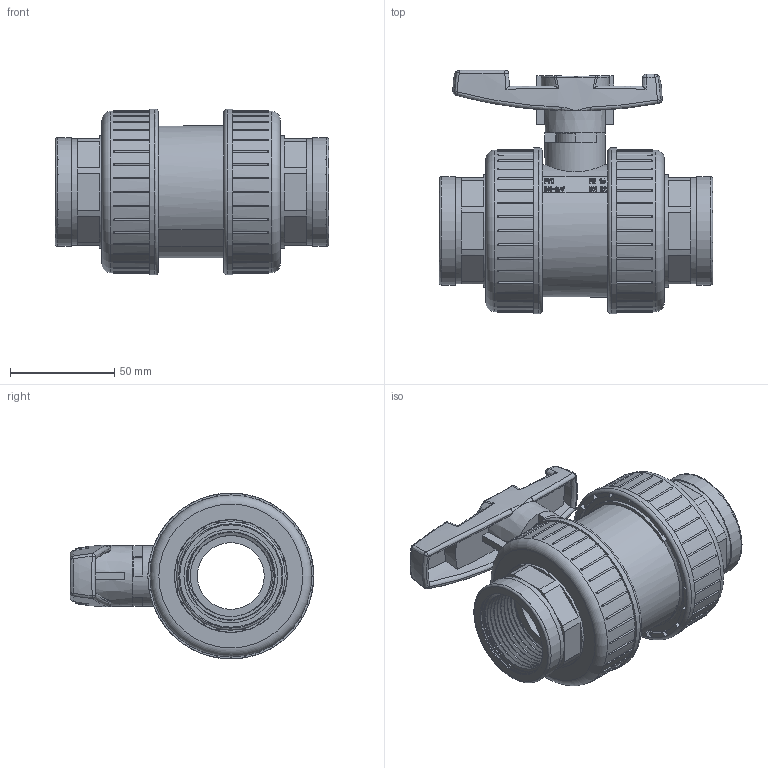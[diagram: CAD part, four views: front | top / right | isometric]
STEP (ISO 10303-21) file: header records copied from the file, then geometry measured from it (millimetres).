
FILE_DESCRIPTION(/* description */ (''),/* implementation_level */ '2;1');
FILE_NAME(/* name */ 'AKX972.000.040.step',/* time_stamp */ '2025-12-30T13:55:40+01:00',/* author */ (''),/* organization */ (''),/* preprocessor_version */ 'ST-DEVELOPER v20.1',/* originating_system */ 'Autodesk Translation Framework v14.21.0.0',/* authorisation */ '');
FILE_SCHEMA (('AUTOMOTIVE_DESIGN { 1 0 10303 214 3 1 1 }'));
Products named in the file (1): 2025-12-30-12-42-02-620
Bounding box: 131.3 x 117.02 x 79.71 mm (x, y, z)
Volume: 338324.2 mm3; surface area: 159848.2 mm2
Topology: 18 solids, 18 shells, 1211 faces, 3319 edges, 2163 vertices
Faces by surface type: plane 590, cylinder 296, bspline 173, sphere 85, torus 60, cone 7
Full cylindrical faces by diameter (mm): 1.721 x1, 2.295 x1, 14.416 x4, 17.808 x3, 18.656 x1, 19.504 x2, 21.2 x1, 28.947 x1, 32.1 x2, 32.224 x1, 33.072 x2, 33.92 x2, 38.33 x3, 38.952 x16, 39.008 x1, 39.856 x3, 41.91 x18, 42.6 x2, 42.909 x3, 43.248 x1, 45 x2, 47.064 x1, 47.607 x3, 50.371 x3, 51 x2, 51.1 x2, 52.1 x2, 52.152 x1, 54 x2, 54.272 x2
Entity records: 68120 total; most frequent: CARTESIAN_POINT 38241, ORIENTED_EDGE 6540, DIRECTION 5837, EDGE_CURVE 3270, VERTEX_POINT 2163, AXIS2_PLACEMENT_3D 2159, LINE 1519, VECTOR 1519
